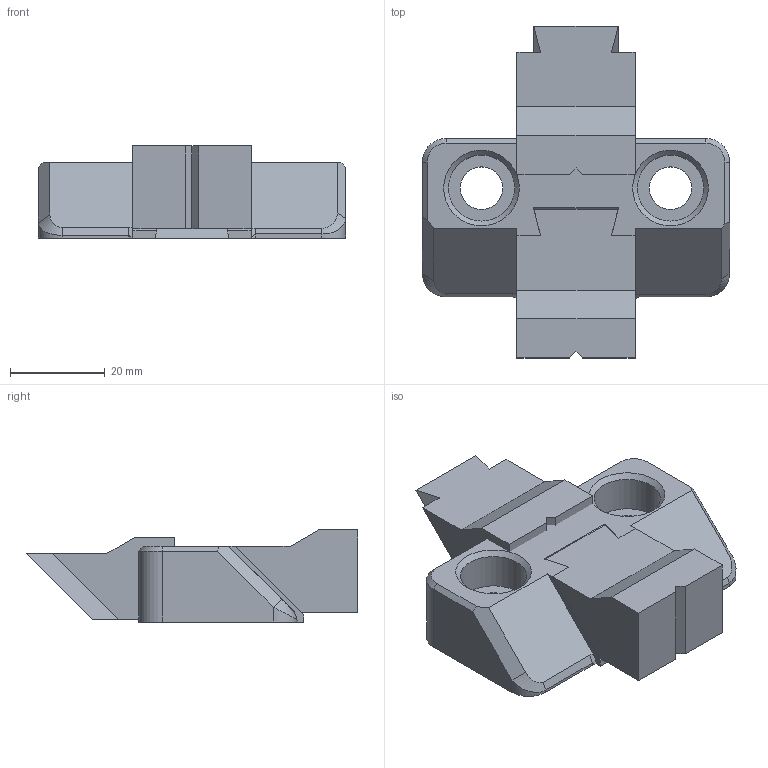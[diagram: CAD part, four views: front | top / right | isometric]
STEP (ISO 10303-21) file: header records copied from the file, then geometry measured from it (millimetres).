
FILE_DESCRIPTION( ( 'Unknown' ), '1' );
FILE_NAME( 'CP38-0865-S.stp', 'Unknown', ( 'Unknown' ), ( 'Unknown' ), 'XStep 1.0', 'Unknown', ' ' );
FILE_SCHEMA( ( 'CONFIG_CONTROL_DESIGN' ) );
Length unit declared in the file: millimetre
Products named in the file (3): Assem1; 1; 2
Bounding box: 65 x 70.25 x 19.5 mm (x, y, z)
Volume: 63989.4 mm3; surface area: 21034.8 mm2
Topology: 4 solids, 4 shells, 124 faces, 324 edges, 212 vertices
Faces by surface type: plane 84, cylinder 20, cone 12, bspline 8
Full cylindrical faces by diameter (mm): 9 x4, 14 x4
Entity records: 2022 total; most frequent: CARTESIAN_POINT 465, ORIENTED_EDGE 292, DIRECTION 272, EDGE_CURVE 146, LINE 106, VECTOR 106, VERTEX_POINT 98, AXIS2_PLACEMENT_3D 83
